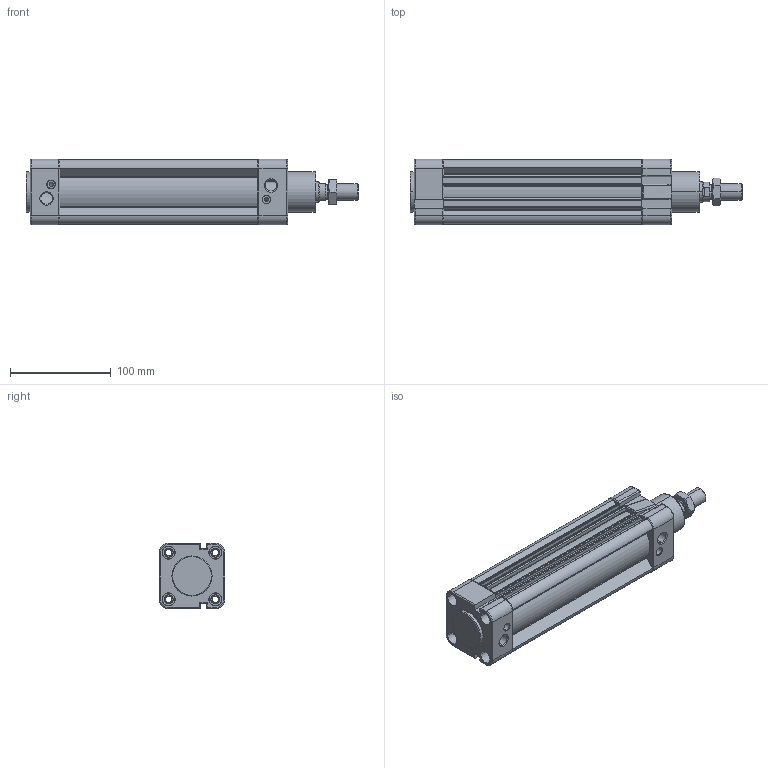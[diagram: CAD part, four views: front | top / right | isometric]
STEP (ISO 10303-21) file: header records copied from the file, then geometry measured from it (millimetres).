
FILE_DESCRIPTION (( 'STEP AP214' ), '1' );
FILE_NAME ('DMCA050-0150.STEP', '2021-12-02T12:47:35', ( '' ), ( '' ), 'SwSTEP 2.0', 'SolidWorks 2021', '' );
FILE_SCHEMA (( 'AUTOMOTIVE_DESIGN' ));
Length unit declared in the file: millimetre
Products named in the file (1): DMCA050-0150
Bounding box: 330 x 65 x 65 mm (x, y, z)
Volume: 471838.6 mm3; surface area: 193325.5 mm2
Topology: 7 solids, 7 shells, 502 faces, 1223 edges, 771 vertices
Faces by surface type: cylinder 177, plane 150, cone 101, bspline 44, torus 30
Entity records: 23312 total; most frequent: CARTESIAN_POINT 5821, DIRECTION 2556, ORIENTED_EDGE 2446, EDGE_CURVE 1223, AXIS2_PLACEMENT_3D 1012, VERTEX_POINT 771, EDGE_LOOP 584, CIRCLE 553
